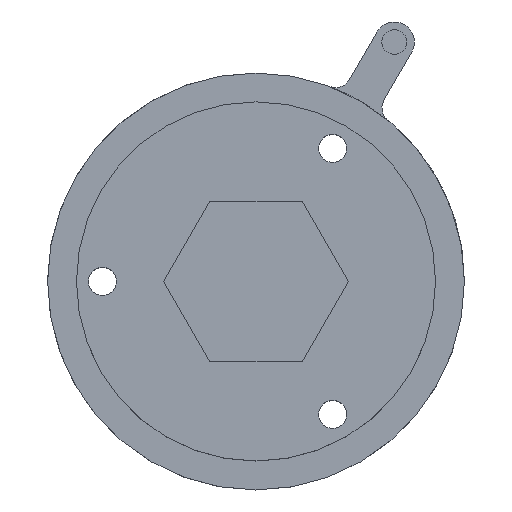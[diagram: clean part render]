
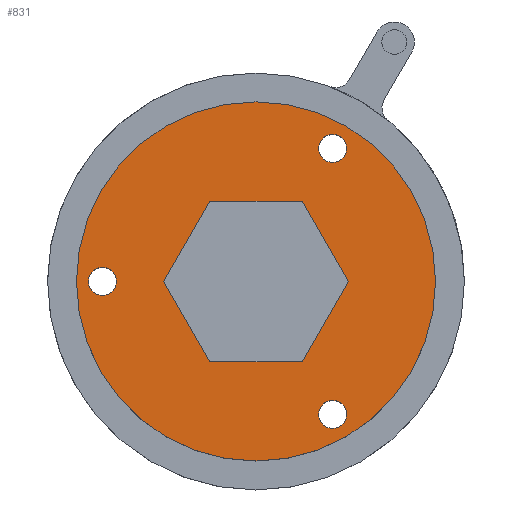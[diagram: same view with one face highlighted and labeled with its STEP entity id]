
A CAD part, top view. The second image highlights one B-rep face of the part: STEP entity #831.
In plain terms, the highlighted planar face has unit normal (0, 0, 1).
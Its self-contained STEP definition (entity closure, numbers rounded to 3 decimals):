
#23=FACE_BOUND('',#158,.T.);
#24=FACE_BOUND('',#159,.T.);
#25=FACE_BOUND('',#160,.T.);
#26=FACE_BOUND('',#161,.T.);
#61=PLANE('',#920);
#105=FACE_OUTER_BOUND('',#157,.T.);
#157=EDGE_LOOP('',(#768,#769));
#158=EDGE_LOOP('',(#770,#771,#772,#773,#774,#775));
#159=EDGE_LOOP('',(#776));
#160=EDGE_LOOP('',(#777));
#161=EDGE_LOOP('',(#778));
#173=LINE('',#1199,#261);
#177=LINE('',#1207,#265);
#180=LINE('',#1213,#268);
#183=LINE('',#1219,#271);
#186=LINE('',#1225,#274);
#189=LINE('',#1230,#277);
#261=VECTOR('',#974,10.);
#265=VECTOR('',#980,10.);
#268=VECTOR('',#985,10.);
#271=VECTOR('',#990,10.);
#274=VECTOR('',#995,10.);
#277=VECTOR('',#1000,10.);
#350=CIRCLE('',#880,1.75);
#352=CIRCLE('',#883,1.75);
#354=CIRCLE('',#886,1.75);
#361=CIRCLE('',#918,22.4);
#362=CIRCLE('',#919,22.4);
#379=VERTEX_POINT('',#1197);
#380=VERTEX_POINT('',#1198);
#383=VERTEX_POINT('',#1206);
#385=VERTEX_POINT('',#1212);
#387=VERTEX_POINT('',#1218);
#389=VERTEX_POINT('',#1224);
#392=VERTEX_POINT('',#1236);
#394=VERTEX_POINT('',#1242);
#396=VERTEX_POINT('',#1248);
#438=VERTEX_POINT('',#1378);
#439=VERTEX_POINT('',#1379);
#462=EDGE_CURVE('',#379,#380,#173,.T.);
#466=EDGE_CURVE('',#383,#379,#177,.T.);
#469=EDGE_CURVE('',#385,#383,#180,.T.);
#472=EDGE_CURVE('',#387,#385,#183,.T.);
#475=EDGE_CURVE('',#389,#387,#186,.T.);
#478=EDGE_CURVE('',#380,#389,#189,.T.);
#482=EDGE_CURVE('',#392,#392,#350,.T.);
#485=EDGE_CURVE('',#394,#394,#352,.T.);
#488=EDGE_CURVE('',#396,#396,#354,.T.);
#550=EDGE_CURVE('',#438,#439,#361,.T.);
#551=EDGE_CURVE('',#439,#438,#362,.T.);
#768=ORIENTED_EDGE('',*,*,#550,.T.);
#769=ORIENTED_EDGE('',*,*,#551,.T.);
#770=ORIENTED_EDGE('',*,*,#462,.T.);
#771=ORIENTED_EDGE('',*,*,#478,.T.);
#772=ORIENTED_EDGE('',*,*,#475,.T.);
#773=ORIENTED_EDGE('',*,*,#472,.T.);
#774=ORIENTED_EDGE('',*,*,#469,.T.);
#775=ORIENTED_EDGE('',*,*,#466,.T.);
#776=ORIENTED_EDGE('',*,*,#482,.T.);
#777=ORIENTED_EDGE('',*,*,#485,.T.);
#778=ORIENTED_EDGE('',*,*,#488,.T.);
#831=ADVANCED_FACE('',(#105,#23,#24,#25,#26),#61,.T.);
#880=AXIS2_PLACEMENT_3D('',#1238,#1009,#1010);
#883=AXIS2_PLACEMENT_3D('',#1244,#1016,#1017);
#886=AXIS2_PLACEMENT_3D('',#1250,#1023,#1024);
#918=AXIS2_PLACEMENT_3D('',#1380,#1142,#1143);
#919=AXIS2_PLACEMENT_3D('',#1381,#1144,#1145);
#920=AXIS2_PLACEMENT_3D('',#1383,#1147,#1148);
#974=DIRECTION('',(-0.5,-0.866,0.));
#980=DIRECTION('',(0.5,-0.866,0.));
#985=DIRECTION('',(1.,0.,0.));
#990=DIRECTION('',(0.5,0.866,0.));
#995=DIRECTION('',(-0.5,0.866,0.));
#1000=DIRECTION('',(-1.,0.,0.));
#1009=DIRECTION('center_axis',(0.,0.,-1.));
#1010=DIRECTION('ref_axis',(-1.,0.,0.));
#1016=DIRECTION('center_axis',(0.,0.,-1.));
#1017=DIRECTION('ref_axis',(-1.,0.,0.));
#1023=DIRECTION('center_axis',(0.,0.,-1.));
#1024=DIRECTION('ref_axis',(-1.,0.,0.));
#1142=DIRECTION('center_axis',(0.,0.,1.));
#1143=DIRECTION('ref_axis',(1.,0.,0.));
#1144=DIRECTION('center_axis',(0.,0.,1.));
#1145=DIRECTION('ref_axis',(1.,0.,0.));
#1147=DIRECTION('center_axis',(0.,0.,1.));
#1148=DIRECTION('ref_axis',(1.,0.,0.));
#1197=CARTESIAN_POINT('',(11.547,0.,7.));
#1198=CARTESIAN_POINT('',(5.774,-10.,7.));
#1199=CARTESIAN_POINT('',(10.104,-2.5,7.));
#1206=CARTESIAN_POINT('',(5.774,10.,7.));
#1207=CARTESIAN_POINT('',(7.217,7.5,7.));
#1212=CARTESIAN_POINT('',(-5.774,10.,7.));
#1213=CARTESIAN_POINT('',(-2.887,10.,7.));
#1218=CARTESIAN_POINT('',(-11.547,0.,7.));
#1219=CARTESIAN_POINT('',(-10.104,2.5,7.));
#1224=CARTESIAN_POINT('',(-5.774,-10.,7.));
#1225=CARTESIAN_POINT('',(-7.217,-7.5,7.));
#1230=CARTESIAN_POINT('',(2.887,-10.,7.));
#1236=CARTESIAN_POINT('',(11.328,-16.589,7.));
#1238=CARTESIAN_POINT('Origin',(9.578,-16.589,7.));
#1242=CARTESIAN_POINT('',(-17.405,0.,7.));
#1244=CARTESIAN_POINT('Origin',(-19.155,0.,7.));
#1248=CARTESIAN_POINT('',(11.328,16.589,7.));
#1250=CARTESIAN_POINT('Origin',(9.578,16.589,7.));
#1378=CARTESIAN_POINT('',(22.4,0.,7.));
#1379=CARTESIAN_POINT('',(-22.4,0.,7.));
#1380=CARTESIAN_POINT('Origin',(0.,0.,7.));
#1381=CARTESIAN_POINT('Origin',(0.,0.,7.));
#1383=CARTESIAN_POINT('Origin',(0.,0.,7.));
